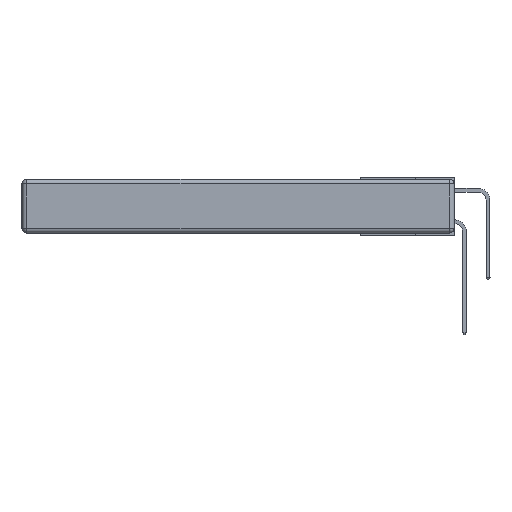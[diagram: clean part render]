
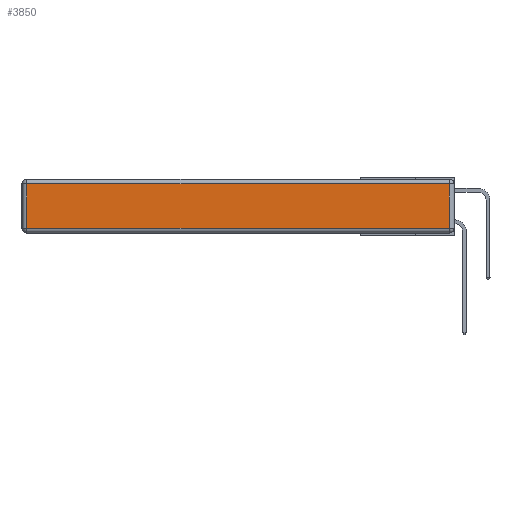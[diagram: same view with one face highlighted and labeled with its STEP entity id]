
A CAD part, left-side view. The second image highlights one B-rep face of the part: STEP entity #3850.
In plain terms, the highlighted planar face has unit normal (-1, 0, 0).
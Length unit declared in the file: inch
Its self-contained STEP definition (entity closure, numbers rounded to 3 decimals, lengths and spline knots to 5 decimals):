
#282 = VERTEX_POINT ( 'NONE', #23606 ) ;
#1168 = LINE ( 'NONE', #18154, #26321 ) ;
#1425 = EDGE_LOOP ( 'NONE', ( #10559, #29550, #3689, #16622 ) ) ;
#1694 = CARTESIAN_POINT ( 'NONE',  ( 0., 2.72, -0.313 ) ) ;
#2276 = LINE ( 'NONE', #18778, #22135 ) ;
#3022 = VERTEX_POINT ( 'NONE', #16307 ) ;
#3689 = ORIENTED_EDGE ( 'NONE', *, *, #7514, .T. ) ;
#3850 = ADVANCED_FACE ( 'NONE', ( #24326 ), #34048, .T. ) ;
#6318 = DIRECTION ( 'NONE',  ( 0., 1., 0. ) ) ;
#7105 = DIRECTION ( 'NONE',  ( 0., -1., 0. ) ) ;
#7514 = EDGE_CURVE ( 'NONE', #12319, #282, #1168, .T. ) ;
#8840 = DIRECTION ( 'NONE',  ( 0., 0., 1. ) ) ;
#9200 = DIRECTION ( 'NONE',  ( -1., 0., 0. ) ) ;
#9731 = EDGE_CURVE ( 'NONE', #3022, #12319, #2276, .T. ) ;
#10559 = ORIENTED_EDGE ( 'NONE', *, *, #28580, .T. ) ;
#11843 = CARTESIAN_POINT ( 'NONE',  ( 0., 0.03, -0.03 ) ) ;
#12195 = LINE ( 'NONE', #17365, #33731 ) ;
#12319 = VERTEX_POINT ( 'NONE', #11843 ) ;
#15621 = EDGE_CURVE ( 'NONE', #282, #21009, #12195, .T. ) ;
#16307 = CARTESIAN_POINT ( 'NONE',  ( 0., 0.03, -0.313 ) ) ;
#16622 = ORIENTED_EDGE ( 'NONE', *, *, #15621, .T. ) ;
#17242 = CARTESIAN_POINT ( 'NONE',  ( 0., 0., -0.343 ) ) ;
#17365 = CARTESIAN_POINT ( 'NONE',  ( 0., 2.72, -0.343 ) ) ;
#18154 = CARTESIAN_POINT ( 'NONE',  ( 0., 2.75, -0.03 ) ) ;
#18778 = CARTESIAN_POINT ( 'NONE',  ( 0., 0.03, -0.343 ) ) ;
#19470 = VECTOR ( 'NONE', #7105, 39.37008 ) ;
#21009 = VERTEX_POINT ( 'NONE', #1694 ) ;
#22135 = VECTOR ( 'NONE', #27035, 39.37008 ) ;
#23606 = CARTESIAN_POINT ( 'NONE',  ( 0., 2.72, -0.03 ) ) ;
#24326 = FACE_OUTER_BOUND ( 'NONE', #1425, .T. ) ;
#26321 = VECTOR ( 'NONE', #6318, 39.37008 ) ;
#27035 = DIRECTION ( 'NONE',  ( 0., 0., 1. ) ) ;
#27163 = CARTESIAN_POINT ( 'NONE',  ( 0., 0., -0.313 ) ) ;
#27588 = AXIS2_PLACEMENT_3D ( 'NONE', #17242, #9200, #8840 ) ;
#28038 = DIRECTION ( 'NONE',  ( 0., 0., -1. ) ) ;
#28580 = EDGE_CURVE ( 'NONE', #21009, #3022, #29563, .T. ) ;
#29550 = ORIENTED_EDGE ( 'NONE', *, *, #9731, .T. ) ;
#29563 = LINE ( 'NONE', #27163, #19470 ) ;
#33731 = VECTOR ( 'NONE', #28038, 39.37008 ) ;
#34048 = PLANE ( 'NONE',  #27588 ) ;
